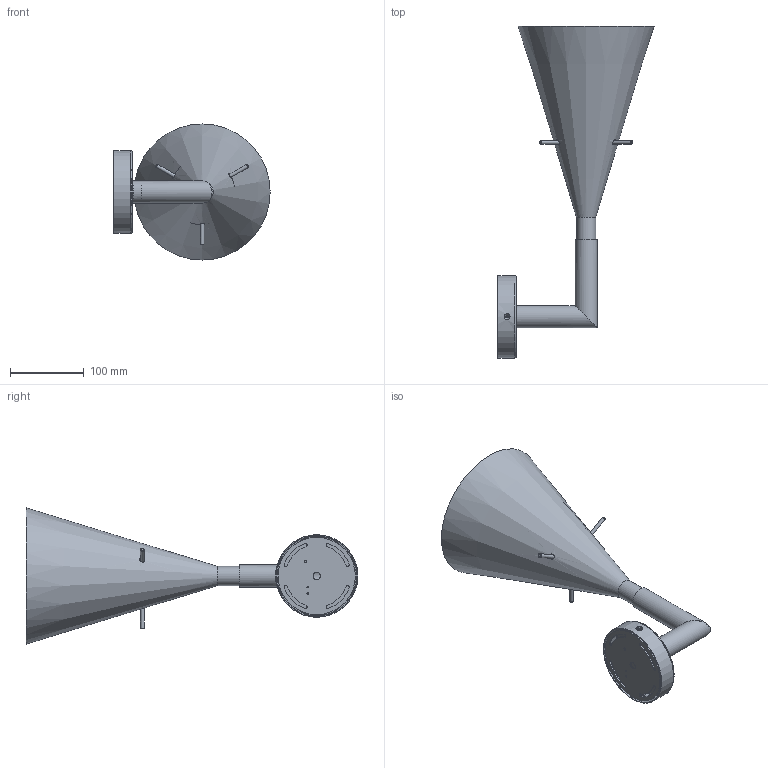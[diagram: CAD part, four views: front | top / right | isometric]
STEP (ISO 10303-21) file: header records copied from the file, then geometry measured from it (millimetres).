
FILE_DESCRIPTION(/* description */ (''),/* implementation_level */ '2;1');
FILE_NAME(/* name */ 'F331445150TCNE.stp',/* time_stamp */ '2020-01-16T11:39:38+01:00',/* author */ ('sghezzi'),/* organization */ (''),/* preprocessor_version */ 'ST-DEVELOPER v17.2',/* originating_system */ 'Autodesk Inventor 2019',/* authorisation */ '');
FILE_SCHEMA (('AUTOMOTIVE_DESIGN { 1 0 10303 214 3 1 1 }'));
Length unit declared in the file: millimetre
Products named in the file (9): F331445150TCNE; 002331401; Riflettore Flute nuovo; Anello di raccordo filettato; Astina filettata M5; 054039000; 007331404; 27; 26
Assembly tree (10 placements, depth 2):
  F331445150TCNE
    002331401
    Riflettore Flute nuovo
    Anello di raccordo filettato
    Astina filettata M5  x3
    054039000
    007331404
    27
    26
Bounding box: 212.5 x 451 x 185 mm (x, y, z)
Volume: 441655.2 mm3; surface area: 399038.6 mm2
Topology: 10 solids, 10 shells, 156 faces, 405 edges, 279 vertices
Faces by surface type: cylinder 62, plane 60, cone 15, torus 13, bspline 6
Full cylindrical faces by diameter (mm): 2.459 x2, 3.242 x3, 4 x2, 5 x6, 7 x4, 10 x4, 11 x1, 20.4 x1, 24 x1, 25 x1, 26 x1, 27 x3, 30 x2, 35 x1, 37.2 x1, 37.8 x1, 105 x1, 110 x1, 112 x1, 147.6 x1, 150 x1, 160 x1
Entity records: 6088 total; most frequent: CARTESIAN_POINT 1849, DIRECTION 868, ORIENTED_EDGE 784, EDGE_CURVE 392, AXIS2_PLACEMENT_3D 365, VERTEX_POINT 272, EDGE_LOOP 206, CIRCLE 202
